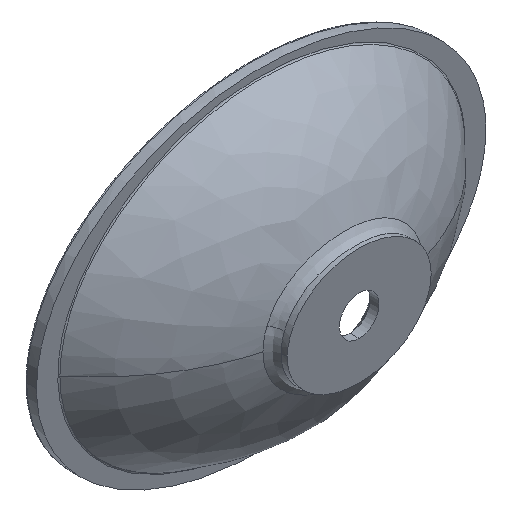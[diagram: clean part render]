
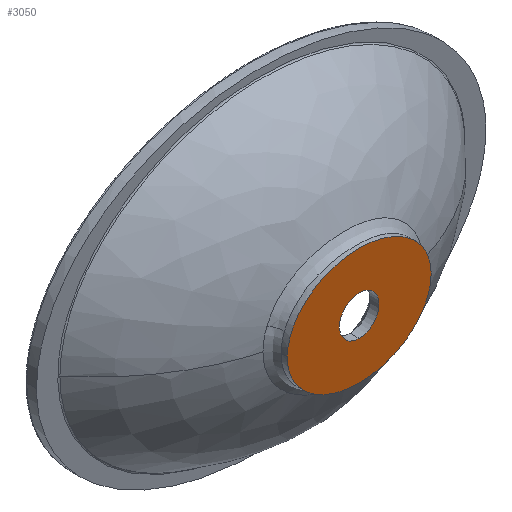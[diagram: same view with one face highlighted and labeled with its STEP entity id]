
A CAD part, isometric view. The second image highlights one B-rep face of the part: STEP entity #3050.
In plain terms, the highlighted planar face has unit normal (0, -1, 0).
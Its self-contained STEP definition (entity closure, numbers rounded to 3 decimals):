
#152 = FACE_BOUND ( 'NONE', #2295, .T. ) ;
#453 = CARTESIAN_POINT ( 'NONE',  ( -80., -122., 0. ) ) ;
#493 = CARTESIAN_POINT ( 'NONE',  ( 0., -122., -22. ) ) ;
#551 =( BOUNDED_CURVE ( )  B_SPLINE_CURVE ( 3, ( #7620, #2202, #4622, #7032 ),
 .UNSPECIFIED., .F., .T. ) 
 B_SPLINE_CURVE_WITH_KNOTS ( ( 4, 4 ),
 ( 0., 3.142 ),
 .UNSPECIFIED. ) 
 CURVE ( )  GEOMETRIC_REPRESENTATION_ITEM ( )  RATIONAL_B_SPLINE_CURVE ( ( 1., 0.333, 0.333, 1. ) ) 
 REPRESENTATION_ITEM ( '' )  );
#898 = EDGE_CURVE ( 'NONE', #5742, #6770, #7020, .T. ) ;
#1359 = DIRECTION ( 'NONE',  ( 0., -1., 0. ) ) ;
#1630 = DIRECTION ( 'NONE',  ( 0., -1., 0. ) ) ;
#1947 = DIRECTION ( 'NONE',  ( 0., 0., 1. ) ) ;
#2172 = VERTEX_POINT ( 'NONE', #493 ) ;
#2202 = CARTESIAN_POINT ( 'NONE',  ( 80., -122., -130. ) ) ;
#2295 = EDGE_LOOP ( 'NONE', ( #2721, #5511 ) ) ;
#2477 = EDGE_CURVE ( 'NONE', #6770, #5742, #551, .T. ) ;
#2539 = PLANE ( 'NONE',  #4829 ) ;
#2721 = ORIENTED_EDGE ( 'NONE', *, *, #7422, .F. ) ;
#2838 = CARTESIAN_POINT ( 'NONE',  ( -80., -122., 130. ) ) ;
#3050 = ADVANCED_FACE ( 'NONE', ( #5563, #152 ), #2539, .F. ) ;
#3095 = VERTEX_POINT ( 'NONE', #4359 ) ;
#3099 = EDGE_CURVE ( 'NONE', #3095, #2172, #4818, .T. ) ;
#3246 = CARTESIAN_POINT ( 'NONE',  ( 80., -122., 0. ) ) ;
#3759 = DIRECTION ( 'NONE',  ( 0., 0., 1. ) ) ;
#3935 = AXIS2_PLACEMENT_3D ( 'NONE', #7051, #1630, #4037 ) ;
#3943 = CIRCLE ( 'NONE', #3935, 22. ) ;
#4037 = DIRECTION ( 'NONE',  ( 0., 0., 1. ) ) ;
#4359 = CARTESIAN_POINT ( 'NONE',  ( 0., -122., 22. ) ) ;
#4622 = CARTESIAN_POINT ( 'NONE',  ( -80., -122., -130. ) ) ;
#4703 = AXIS2_PLACEMENT_3D ( 'NONE', #6780, #1359, #3759 ) ;
#4818 = CIRCLE ( 'NONE', #4703, 22. ) ;
#4829 = AXIS2_PLACEMENT_3D ( 'NONE', #4970, #7369, #1947 ) ;
#4899 = ORIENTED_EDGE ( 'NONE', *, *, #2477, .F. ) ;
#4970 = CARTESIAN_POINT ( 'NONE',  ( 0., -122., 0. ) ) ;
#5277 = CARTESIAN_POINT ( 'NONE',  ( 80., -122., 130. ) ) ;
#5511 = ORIENTED_EDGE ( 'NONE', *, *, #3099, .F. ) ;
#5563 = FACE_OUTER_BOUND ( 'NONE', #6242, .T. ) ;
#5742 = VERTEX_POINT ( 'NONE', #6519 ) ;
#6242 = EDGE_LOOP ( 'NONE', ( #4899, #6684 ) ) ;
#6519 = CARTESIAN_POINT ( 'NONE',  ( -80., -122., 0. ) ) ;
#6684 = ORIENTED_EDGE ( 'NONE', *, *, #898, .F. ) ;
#6770 = VERTEX_POINT ( 'NONE', #3246 ) ;
#6780 = CARTESIAN_POINT ( 'NONE',  ( 0., -122., 0. ) ) ;
#7020 =( BOUNDED_CURVE ( )  B_SPLINE_CURVE ( 3, ( #453, #2838, #5277, #7670 ),
 .UNSPECIFIED., .F., .T. ) 
 B_SPLINE_CURVE_WITH_KNOTS ( ( 4, 4 ),
 ( 3.142, 6.283 ),
 .UNSPECIFIED. ) 
 CURVE ( )  GEOMETRIC_REPRESENTATION_ITEM ( )  RATIONAL_B_SPLINE_CURVE ( ( 1., 0.333, 0.333, 1. ) ) 
 REPRESENTATION_ITEM ( '' )  );
#7032 = CARTESIAN_POINT ( 'NONE',  ( -80., -122., 0. ) ) ;
#7051 = CARTESIAN_POINT ( 'NONE',  ( 0., -122., 0. ) ) ;
#7369 = DIRECTION ( 'NONE',  ( 0., 1., 0. ) ) ;
#7422 = EDGE_CURVE ( 'NONE', #2172, #3095, #3943, .T. ) ;
#7620 = CARTESIAN_POINT ( 'NONE',  ( 80., -122., 0. ) ) ;
#7670 = CARTESIAN_POINT ( 'NONE',  ( 80., -122., 0. ) ) ;
